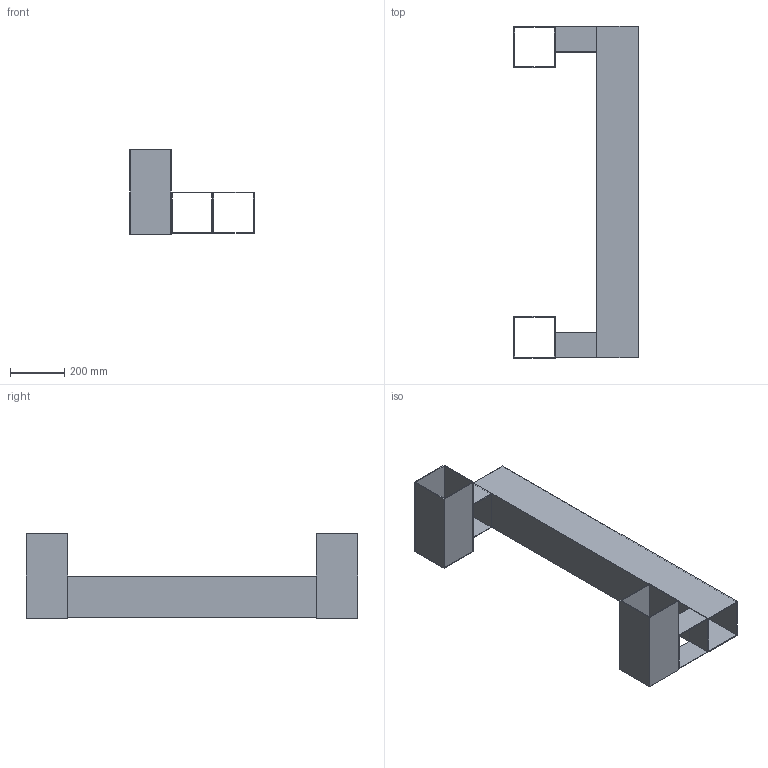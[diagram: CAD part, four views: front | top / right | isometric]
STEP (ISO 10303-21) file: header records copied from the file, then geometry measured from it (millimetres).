
FILE_DESCRIPTION(/* description */ ('Alibre Inc.'),/* implementation_level */ '2;1');
FILE_NAME(/* name */ 'export0',/* time_stamp */ '2012-03-24T09:35:40-06:00',/* author */ (''),/* organization */ (''),/* preprocessor_version */ 'ST-DEVELOPER v14',/* originating_system */ 'Alibre',/* authorisation */ '');
FILE_SCHEMA (('CONFIG_CONTROL_DESIGN'));
Length unit declared in the file: centimetre
Products named in the file (4): ID_1; ID_2; ID_3
Bounding box: 457.2 x 1219.2 x 311.15 mm (x, y, z)
Volume: 3850960 mm3; surface area: 2444753.2 mm2
Topology: 5 solids, 5 shells, 50 faces, 120 edges, 80 vertices
Faces by surface type: plane 50
Entity records: 1313 total; most frequent: CARTESIAN_POINT 160, ORIENTED_EDGE 144, DIRECTION 122, VECTOR 72, LINE 72, EDGE_CURVE 72, VERTEX_POINT 48, PERSON_AND_ORGANIZATION 42
